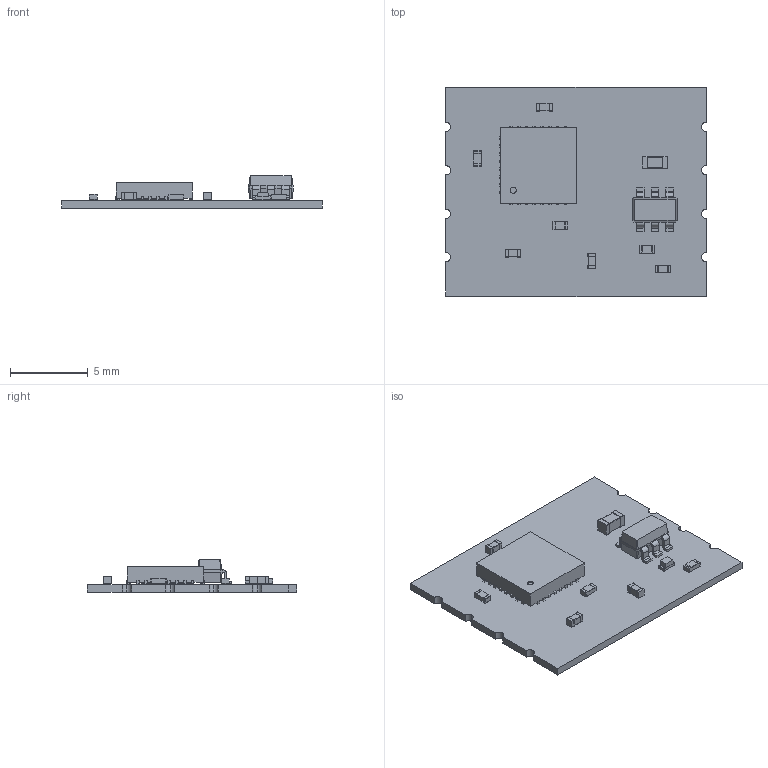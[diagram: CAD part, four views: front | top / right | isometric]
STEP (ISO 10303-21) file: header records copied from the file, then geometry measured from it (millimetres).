
FILE_DESCRIPTION(('KiCad electronic assembly'),'2;1');
FILE_NAME('ykts-mcu-node.step','2021-10-29T21:38:47',('An Author'),( 'A Company'),'Open CASCADE STEP processor 6.9', 'KiCad to STEP converter','Unknown');
FILE_SCHEMA(('AUTOMOTIVE_DESIGN { 1 0 10303 214 1 1 1 1 }'));
Length unit declared in the file: millimetre
Products named in the file (14): Open CASCADE STEP translator 6.9 1; SOT-23-6; SOLID; QFN-32-1EP_5x5mm_P0.5mm_EP3.1x3.1mm; R_0402_1005Metric; LED_0402_1005Metric; C_0402_1005Metric; C_0603_1608Metric; COMPOUND
Assembly tree (17 placements, depth 3):
  Open CASCADE STEP translator 6.9 1
    SOT-23-6
      SOLID
    QFN-32-1EP_5x5mm_P0.5mm_EP3.1x3.1mm
      SOLID
    R_0402_1005Metric  x3
      SOLID
    LED_0402_1005Metric
      SOLID
    C_0402_1005Metric  x3
      SOLID
    C_0603_1608Metric
      SOLID
    COMPOUND
Bounding box: 16.76 x 13.46 x 2.1 mm (x, y, z)
Volume: 146.3 mm3; surface area: 604.6 mm2
Topology: 11 solids, 11 shells, 597 faces, 1624 edges, 1060 vertices
Faces by surface type: plane 450, cylinder 117, bspline 30
Full cylindrical faces by diameter (mm): 0.4 x1
Entity records: 36350 total; most frequent: CARTESIAN_POINT 6017, DIRECTION 4953, LINE 3602, VECTOR 3602, ORIENTED_EDGE 2688, PCURVE 2688, DEFINITIONAL_REPRESENTATION 2688, EDGE_CURVE 1344
